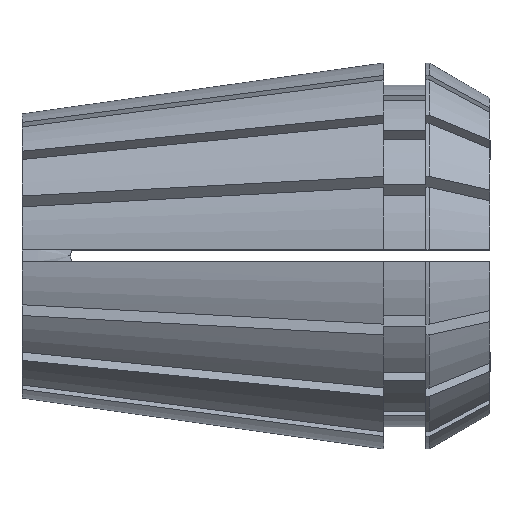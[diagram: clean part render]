
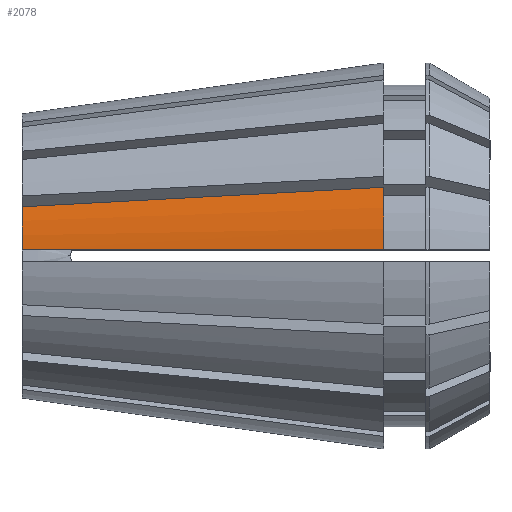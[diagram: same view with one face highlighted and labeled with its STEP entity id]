
A CAD part, top view. The second image highlights one B-rep face of the part: STEP entity #2078.
In plain terms, the highlighted conical face has half-angle 8 degrees and reference radius 16.5 mm.
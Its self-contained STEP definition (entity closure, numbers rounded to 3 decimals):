
#195 = CARTESIAN_POINT ( 'NONE',  ( 30.9, 5.85, 15.429 ) ) ;
#346 = DIRECTION ( 'NONE',  ( 0., 0., -1. ) ) ;
#475 = EDGE_CURVE ( 'NONE', #4432, #4328, #3253, .T. ) ;
#768 = CARTESIAN_POINT ( 'NONE',  ( 3.953, 0.5, 12.703 ) ) ;
#913 = ORIENTED_EDGE ( 'NONE', *, *, #475, .F. ) ;
#1177 = CARTESIAN_POINT ( 'NONE',  ( 0., 4.187, 11.414 ) ) ;
#1202 = CARTESIAN_POINT ( 'NONE',  ( 14.091, 4.945, 13.245 ) ) ;
#1237 = CARTESIAN_POINT ( 'NONE',  ( 30.9, 0.5, 16.493 ) ) ;
#1459 = CARTESIAN_POINT ( 'NONE',  ( 0., 4.187, 11.414 ) ) ;
#1801 = CARTESIAN_POINT ( 'NONE',  ( 26.056, 0.5, 15.812 ) ) ;
#1848 = CARTESIAN_POINT ( 'NONE',  ( 2.635, 0.5, 12.518 ) ) ;
#1870 = CARTESIAN_POINT ( 'NONE',  ( 0., 0.5, 12.147 ) ) ;
#2025 = DIRECTION ( 'NONE',  ( 0., 0., 1. ) ) ;
#2078 = ADVANCED_FACE ( 'NONE', ( #4309 ), #5049, .T. ) ;
#2261 = CARTESIAN_POINT ( 'NONE',  ( 30.9, 5.85, 15.429 ) ) ;
#2821 = CARTESIAN_POINT ( 'NONE',  ( 30.9, 0.5, 16.493 ) ) ;
#2848 = CARTESIAN_POINT ( 'NONE',  ( 30.9, 0., 0. ) ) ;
#3177 = AXIS2_PLACEMENT_3D ( 'NONE', #2848, #3783, #5957 ) ;
#3253 = CIRCLE ( 'NONE', #4553, 12.158 ) ;
#3359 = CARTESIAN_POINT ( 'NONE',  ( 11.321, 0.5, 13.74 ) ) ;
#3366 = B_SPLINE_CURVE_WITH_KNOTS ( 'NONE', 3,
 ( #1177, #5871, #1202, #6400, #4842, #5376, #2261 ),
 .UNSPECIFIED., .F., .F.,
 ( 4, 3, 4 ),
 ( 0., 0.021, 0.031 ),
 .UNSPECIFIED. ) ;
#3486 = CARTESIAN_POINT ( 'NONE',  ( 30.9, 0., 0. ) ) ;
#3736 = ORIENTED_EDGE ( 'NONE', *, *, #6527, .F. ) ;
#3783 = DIRECTION ( 'NONE',  ( -1., 0., 0. ) ) ;
#3869 = CARTESIAN_POINT ( 'NONE',  ( 27.67, 0.5, 16.039 ) ) ;
#4026 = ORIENTED_EDGE ( 'NONE', *, *, #4994, .T. ) ;
#4309 = FACE_OUTER_BOUND ( 'NONE', #5115, .T. ) ;
#4328 = VERTEX_POINT ( 'NONE', #1459 ) ;
#4414 = CARTESIAN_POINT ( 'NONE',  ( 1.318, 0.5, 12.333 ) ) ;
#4432 = VERTEX_POINT ( 'NONE', #6424 ) ;
#4492 = EDGE_CURVE ( 'NONE', #4328, #5394, #3366, .T. ) ;
#4495 = ORIENTED_EDGE ( 'NONE', *, *, #4492, .F. ) ;
#4553 = AXIS2_PLACEMENT_3D ( 'NONE', #6268, #5727, #2025 ) ;
#4842 = CARTESIAN_POINT ( 'NONE',  ( 24.391, 5.499, 14.583 ) ) ;
#4994 = EDGE_CURVE ( 'NONE', #6036, #5394, #6083, .T. ) ;
#5049 = CONICAL_SURFACE ( 'NONE', #5184, 16.5, 0.14 ) ;
#5115 = EDGE_LOOP ( 'NONE', ( #4495, #913, #3736, #4026 ) ) ;
#5184 = AXIS2_PLACEMENT_3D ( 'NONE', #3486, #5547, #346 ) ;
#5376 = CARTESIAN_POINT ( 'NONE',  ( 27.645, 5.674, 15.006 ) ) ;
#5394 = VERTEX_POINT ( 'NONE', #195 ) ;
#5451 = CARTESIAN_POINT ( 'NONE',  ( 18.688, 0.5, 14.776 ) ) ;
#5547 = DIRECTION ( 'NONE',  ( 1., 0., 0. ) ) ;
#5727 = DIRECTION ( 'NONE',  ( -1., 0., 0. ) ) ;
#5871 = CARTESIAN_POINT ( 'NONE',  ( 7.045, 4.566, 12.33 ) ) ;
#5957 = DIRECTION ( 'NONE',  ( 0., 0., 1. ) ) ;
#6036 = VERTEX_POINT ( 'NONE', #1237 ) ;
#6083 = CIRCLE ( 'NONE', #3177, 16.5 ) ;
#6188 = B_SPLINE_CURVE_WITH_KNOTS ( 'NONE', 3,
 ( #2821, #6503, #3869, #1801, #5451, #3359, #768, #1848, #4414, #1870 ),
 .UNSPECIFIED., .F., .F.,
 ( 4, 3, 3, 4 ),
 ( 0.062, 0.067, 0.089, 0.093 ),
 .UNSPECIFIED. ) ;
#6268 = CARTESIAN_POINT ( 'NONE',  ( 0., 0., 0. ) ) ;
#6400 = CARTESIAN_POINT ( 'NONE',  ( 21.136, 5.324, 14.16 ) ) ;
#6424 = CARTESIAN_POINT ( 'NONE',  ( 0., 0.5, 12.147 ) ) ;
#6503 = CARTESIAN_POINT ( 'NONE',  ( 29.285, 0.5, 16.266 ) ) ;
#6527 = EDGE_CURVE ( 'NONE', #6036, #4432, #6188, .T. ) ;
